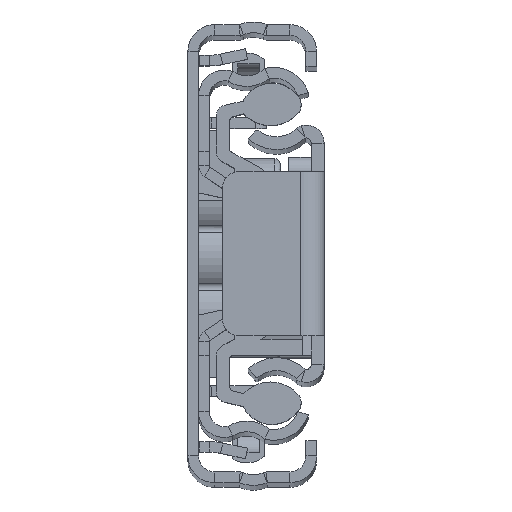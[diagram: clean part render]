
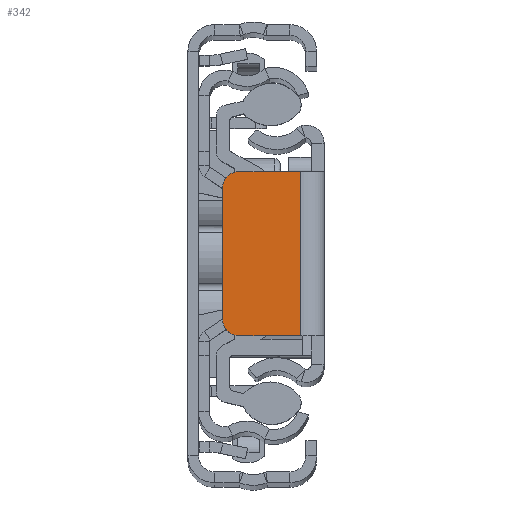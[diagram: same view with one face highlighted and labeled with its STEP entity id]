
A CAD part, top view. The second image highlights one B-rep face of the part: STEP entity #342.
In plain terms, the highlighted planar face has unit normal (0, 0, 1).
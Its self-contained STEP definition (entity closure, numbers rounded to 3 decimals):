
#7 = VERTEX_POINT ( 'NONE', #3157 ) ;
#342 = ADVANCED_FACE ( 'NONE', ( #6050 ), #10523, .F. ) ;
#621 = DIRECTION ( 'NONE',  ( 0., -1., 0. ) ) ;
#907 = DIRECTION ( 'NONE',  ( -1., 0., 0. ) ) ;
#1030 = VERTEX_POINT ( 'NONE', #6386 ) ;
#1110 = CARTESIAN_POINT ( 'NONE',  ( 0., 7.65, 0. ) ) ;
#1360 = DIRECTION ( 'NONE',  ( -1., 0., 0. ) ) ;
#1531 = CARTESIAN_POINT ( 'NONE',  ( -7.95, 7.65, 0. ) ) ;
#2055 = CARTESIAN_POINT ( 'NONE',  ( 0., -7.65, 0. ) ) ;
#2784 = VECTOR ( 'NONE', #17309, 1000. ) ;
#2855 = EDGE_CURVE ( 'NONE', #7436, #1030, #9959, .T. ) ;
#3146 = VECTOR ( 'NONE', #907, 1000. ) ;
#3157 = CARTESIAN_POINT ( 'NONE',  ( -2.2, 7.65, 0. ) ) ;
#3392 = ORIENTED_EDGE ( 'NONE', *, *, #19540, .T. ) ;
#3453 = CARTESIAN_POINT ( 'NONE',  ( -7.95, 6.15, 0. ) ) ;
#4173 = AXIS2_PLACEMENT_3D ( 'NONE', #13958, #15621, #1360 ) ;
#4690 = ORIENTED_EDGE ( 'NONE', *, *, #11732, .T. ) ;
#4838 = LINE ( 'NONE', #12535, #2784 ) ;
#4925 = ORIENTED_EDGE ( 'NONE', *, *, #2855, .T. ) ;
#5670 = ORIENTED_EDGE ( 'NONE', *, *, #6016, .F. ) ;
#5922 = CIRCLE ( 'NONE', #17553, 1.5 ) ;
#6016 = EDGE_CURVE ( 'NONE', #7, #1030, #15464, .T. ) ;
#6050 = FACE_OUTER_BOUND ( 'NONE', #8066, .T. ) ;
#6386 = CARTESIAN_POINT ( 'NONE',  ( -2.2, -7.65, 0. ) ) ;
#6580 = VECTOR ( 'NONE', #19546, 1000. ) ;
#7103 = VERTEX_POINT ( 'NONE', #1531 ) ;
#7436 = VERTEX_POINT ( 'NONE', #7865 ) ;
#7865 = CARTESIAN_POINT ( 'NONE',  ( -7.95, -7.65, 0. ) ) ;
#8066 = EDGE_LOOP ( 'NONE', ( #13973, #4690, #4925, #5670, #3392, #19630 ) ) ;
#8829 = VERTEX_POINT ( 'NONE', #13506 ) ;
#9480 = DIRECTION ( 'NONE',  ( -1., 0., 0. ) ) ;
#9482 = CARTESIAN_POINT ( 'NONE',  ( -9.45, 6.15, 0. ) ) ;
#9786 = DIRECTION ( 'NONE',  ( 0., 0., 1. ) ) ;
#9959 = LINE ( 'NONE', #2055, #6580 ) ;
#10523 = PLANE ( 'NONE',  #4173 ) ;
#11732 = EDGE_CURVE ( 'NONE', #8829, #7436, #5922, .T. ) ;
#12535 = CARTESIAN_POINT ( 'NONE',  ( -9.45, 0., 0. ) ) ;
#13435 = AXIS2_PLACEMENT_3D ( 'NONE', #3453, #9786, #9480 ) ;
#13506 = CARTESIAN_POINT ( 'NONE',  ( -9.45, -6.15, 0. ) ) ;
#13707 = VERTEX_POINT ( 'NONE', #9482 ) ;
#13958 = CARTESIAN_POINT ( 'NONE',  ( 0., 0., 0. ) ) ;
#13973 = ORIENTED_EDGE ( 'NONE', *, *, #18766, .T. ) ;
#14375 = CARTESIAN_POINT ( 'NONE',  ( -7.95, -6.15, 0. ) ) ;
#15464 = LINE ( 'NONE', #20159, #16683 ) ;
#15621 = DIRECTION ( 'NONE',  ( 0., 0., -1. ) ) ;
#16683 = VECTOR ( 'NONE', #621, 1000. ) ;
#17309 = DIRECTION ( 'NONE',  ( 0., -1., 0. ) ) ;
#17553 = AXIS2_PLACEMENT_3D ( 'NONE', #14375, #20436, #19073 ) ;
#18766 = EDGE_CURVE ( 'NONE', #13707, #8829, #4838, .T. ) ;
#19073 = DIRECTION ( 'NONE',  ( -1., 0., 0. ) ) ;
#19540 = EDGE_CURVE ( 'NONE', #7, #7103, #19751, .T. ) ;
#19546 = DIRECTION ( 'NONE',  ( 1., 0., 0. ) ) ;
#19630 = ORIENTED_EDGE ( 'NONE', *, *, #19946, .T. ) ;
#19751 = LINE ( 'NONE', #1110, #3146 ) ;
#19765 = CIRCLE ( 'NONE', #13435, 1.5 ) ;
#19946 = EDGE_CURVE ( 'NONE', #7103, #13707, #19765, .T. ) ;
#20159 = CARTESIAN_POINT ( 'NONE',  ( -2.2, -7.65, 0. ) ) ;
#20436 = DIRECTION ( 'NONE',  ( 0., 0., 1. ) ) ;
